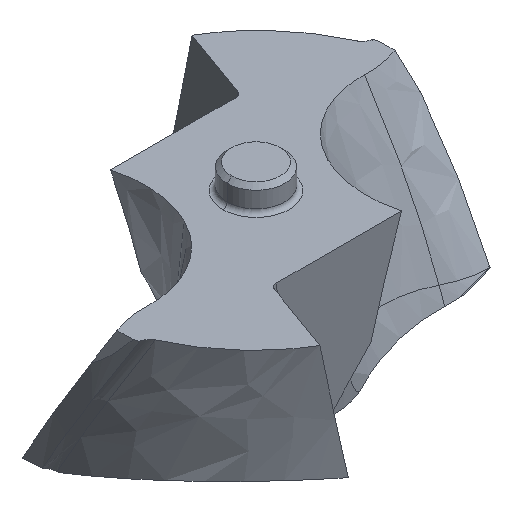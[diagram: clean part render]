
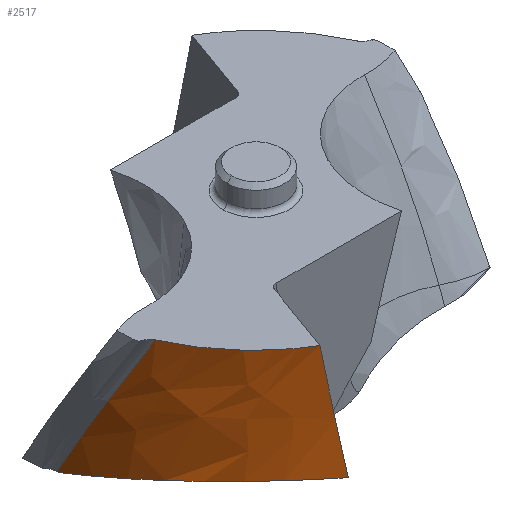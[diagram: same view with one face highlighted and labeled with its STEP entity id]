
A CAD part, isometric view. The second image highlights one B-rep face of the part: STEP entity #2517.
In plain terms, the highlighted free-form (B-spline) face has degree [3, 3] with [7, 5] control points.
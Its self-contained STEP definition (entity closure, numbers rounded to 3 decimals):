
#211=CARTESIAN_POINT('',(-6.168,-2.721,
0.));
#212=CARTESIAN_POINT('',(-5.849,-3.435,
0.));
#213=CARTESIAN_POINT('',(-5.076,-4.571,
0.));
#214=CARTESIAN_POINT('',(-4.004,-5.414,
0.));
#215=CARTESIAN_POINT('',(-3.514,-5.706,
0.));
#225=CARTESIAN_POINT('',(-6.168,-2.721,
0.));
#893=CARTESIAN_POINT('',(-2.864,-6.029,
-4.088));
#894=CARTESIAN_POINT('',(-2.889,-6.008,
-3.913));
#895=CARTESIAN_POINT('',(-2.942,-5.966,
-3.551));
#896=CARTESIAN_POINT('',(-3.029,-5.909,
-2.976));
#897=CARTESIAN_POINT('',(-3.126,-5.854,
-2.35));
#898=CARTESIAN_POINT('',(-3.238,-5.803,
-1.658));
#899=CARTESIAN_POINT('',(-3.365,-5.755,
-0.887));
#900=CARTESIAN_POINT('',(-3.462,-5.723,
-0.306));
#901=CARTESIAN_POINT('',(-3.514,-5.706,
0.));
#906=CARTESIAN_POINT('',(-6.746,0.,
-5.011));
#907=CARTESIAN_POINT('',(-6.746,-0.108,
-4.969));
#908=CARTESIAN_POINT('',(-6.741,-0.322,
-4.888));
#909=CARTESIAN_POINT('',(-6.718,-0.639,
-4.774));
#910=CARTESIAN_POINT('',(-6.68,-0.953,
-4.666));
#911=CARTESIAN_POINT('',(-6.628,-1.261,
-4.565));
#912=CARTESIAN_POINT('',(-6.563,-1.564,
-4.472));
#913=CARTESIAN_POINT('',(-6.483,-1.862,
-4.385));
#914=CARTESIAN_POINT('',(-6.391,-2.152,
-4.306));
#915=CARTESIAN_POINT('',(-6.287,-2.435,
-4.235));
#916=CARTESIAN_POINT('',(-6.17,-2.711,
-4.17));
#917=CARTESIAN_POINT('',(-6.042,-2.98,
-4.113));
#918=CARTESIAN_POINT('',(-5.902,-3.242,-4.062));
#919=CARTESIAN_POINT('',(-5.751,-3.497,
-4.019));
#920=CARTESIAN_POINT('',(-5.588,-3.745,
-3.982));
#921=CARTESIAN_POINT('',(-5.415,-3.984,
-3.952));
#922=CARTESIAN_POINT('',(-5.232,-4.216,
-3.929));
#923=CARTESIAN_POINT('',(-5.039,-4.438,
-3.913));
#924=CARTESIAN_POINT('',(-4.836,-4.652,
-3.904));
#925=CARTESIAN_POINT('',(-4.624,-4.857,
-3.902));
#926=CARTESIAN_POINT('',(-4.401,-5.054,
-3.907));
#927=CARTESIAN_POINT('',(-4.168,-5.241,
-3.919));
#928=CARTESIAN_POINT('',(-3.925,-5.42,
-3.938));
#929=CARTESIAN_POINT('',(-3.673,-5.589,
-3.965));
#930=CARTESIAN_POINT('',(-3.413,-5.747,
-3.998));
#931=CARTESIAN_POINT('',(-3.143,-5.895,
-4.039));
#932=CARTESIAN_POINT('',(-2.958,-5.986,
-4.071));
#933=CARTESIAN_POINT('',(-2.864,-6.029,
-4.088));
#938=CARTESIAN_POINT('',(-6.745,0.078,
-5.021));
#939=CARTESIAN_POINT('',(-6.745,0.07,
-5.02));
#940=CARTESIAN_POINT('',(-6.746,0.052,
-5.018));
#941=CARTESIAN_POINT('',(-6.746,0.026,
-5.014));
#942=CARTESIAN_POINT('',(-6.746,0.009,
-5.012));
#943=CARTESIAN_POINT('',(-6.746,0.,
-5.011));
#948=CARTESIAN_POINT('',(-6.168,-2.721,
0.));
#949=CARTESIAN_POINT('',(-6.332,-2.347,
-0.69));
#950=CARTESIAN_POINT('',(-6.647,-1.417,
-2.364));
#951=CARTESIAN_POINT('',(-6.754,-0.468,
-4.037));
#952=CARTESIAN_POINT('',(-6.745,0.078,
-5.021));
#1373=VERTEX_POINT('',#225);
#1374=VERTEX_POINT('',#215);
#1413=CARTESIAN_POINT('',(-2.864,-6.029,
-4.088));
#1414=VERTEX_POINT('',#1413);
#1415=VERTEX_POINT('',#906);
#1416=VERTEX_POINT('',#938);
#2473=CARTESIAN_POINT('',(-3.159,-5.955,
-5.072));
#2474=CARTESIAN_POINT('',(-2.75,-6.086,
-4.071));
#2475=CARTESIAN_POINT('',(-1.928,-6.33,
-2.364));
#2476=CARTESIAN_POINT('',(-0.89,-6.555,
-0.658));
#2477=CARTESIAN_POINT('',(-0.425,-6.637,
0.048));
#2478=CARTESIAN_POINT('',(-3.233,-5.916,
-5.072));
#2479=CARTESIAN_POINT('',(-2.826,-6.054,
-4.071));
#2480=CARTESIAN_POINT('',(-2.007,-6.31,
-2.364));
#2481=CARTESIAN_POINT('',(-0.971,-6.546,
-0.658));
#2482=CARTESIAN_POINT('',(-0.507,-6.634,
0.048));
#2483=CARTESIAN_POINT('',(-4.003,-5.49,
-5.072));
#2484=CARTESIAN_POINT('',(-3.614,-5.7,
-4.071));
#2485=CARTESIAN_POINT('',(-2.826,-6.079,
-2.364));
#2486=CARTESIAN_POINT('',(-1.821,-6.439,
-0.658));
#2487=CARTESIAN_POINT('',(-1.371,-6.578,
0.048));
#2488=CARTESIAN_POINT('',(-5.303,-4.393,
-5.072));
#2489=CARTESIAN_POINT('',(-4.976,-4.733,
-4.071));
#2490=CARTESIAN_POINT('',(-4.294,-5.334,
-2.364));
#2491=CARTESIAN_POINT('',(-3.395,-5.916,
-0.658));
#2492=CARTESIAN_POINT('',(-2.988,-6.146,
0.048));
#2493=CARTESIAN_POINT('',(-6.51,-2.262,
-5.072));
#2494=CARTESIAN_POINT('',(-6.332,-2.747,
-4.071));
#2495=CARTESIAN_POINT('',(-5.903,-3.595,
-2.364));
#2496=CARTESIAN_POINT('',(-5.257,-4.424,
-0.658));
#2497=CARTESIAN_POINT('',(-4.955,-4.757,
0.048));
#2498=CARTESIAN_POINT('',(-6.765,-0.64,
-5.072));
#2499=CARTESIAN_POINT('',(-6.714,-1.182,
-4.071));
#2500=CARTESIAN_POINT('',(-6.502,-2.124,
-2.364));
#2501=CARTESIAN_POINT('',(-6.075,-3.048,
-0.658));
#2502=CARTESIAN_POINT('',(-5.862,-3.42,
0.048));
#2503=CARTESIAN_POINT('',(-6.743,0.179,
-5.072));
#2504=CARTESIAN_POINT('',(-6.76,-0.378,
-4.071));
#2505=CARTESIAN_POINT('',(-6.664,-1.348,
-2.364));
#2506=CARTESIAN_POINT('',(-6.351,-2.299,
-0.658));
#2507=CARTESIAN_POINT('',(-6.186,-2.682,
0.048));
#2508=B_SPLINE_SURFACE_WITH_KNOTS('',3,3,((#2473,#2474,#2475,#2476,#2477),
(#2478,#2479,#2480,#2481,#2482),(#2483,#2484,#2485,#2486,#2487),(#2488,#2489,
#2490,#2491,#2492),(#2493,#2494,#2495,#2496,#2497),(#2498,#2499,#2500,#2501,
#2502),(#2503,#2504,#2505,#2506,#2507)),.UNSPECIFIED.,.F.,.F.,.F.,(4,1,1,1,4),
(4,1,4),(0.,0.033,0.349,
0.665,0.99),(0.,0.587,
1.),.UNSPECIFIED.);
#2510=ORIENTED_EDGE('',*,*,#2509,.F.);
#2511=ORIENTED_EDGE('',*,*,#1886,.F.);
#2512=ORIENTED_EDGE('',*,*,#1921,.F.);
#2513=ORIENTED_EDGE('',*,*,#2465,.F.);
#2514=ORIENTED_EDGE('',*,*,#1632,.T.);
#2515=EDGE_LOOP('',(#2510,#2511,#2512,#2513,#2514));
#2516=FACE_OUTER_BOUND('',#2515,.F.);
#216=B_SPLINE_CURVE_WITH_KNOTS('',3,(#211,#212,#213,#214,#215),.UNSPECIFIED.,
.F.,.F.,(4,1,4),(0.,0.578,1.),.UNSPECIFIED.);
#902=B_SPLINE_CURVE_WITH_KNOTS('',3,(#893,#894,#895,#896,#897,#898,#899,#900,
#901),.UNSPECIFIED.,.F.,.F.,(4,1,1,1,1,1,4),(0.,0.167,
0.333,0.5,0.667,0.833,1.),
.UNSPECIFIED.);
#934=B_SPLINE_CURVE_WITH_KNOTS('',3,(#906,#907,#908,#909,#910,#911,#912,#913,
#914,#915,#916,#917,#918,#919,#920,#921,#922,#923,#924,#925,#926,#927,#928,#929,
#930,#931,#932,#933),.UNSPECIFIED.,.F.,.F.,(4,1,1,1,1,1,1,1,1,1,1,1,1,1,1,1,1,1,
1,1,1,1,1,1,1,4),(0.,0.04,0.08,0.12,0.16,0.2,0.24,0.28,0.32,
0.36,0.4,0.44,0.48,0.52,0.56,0.6,0.64,0.68,0.72,0.76,
0.8,0.84,0.88,0.92,0.96,1.),.UNSPECIFIED.);
#944=B_SPLINE_CURVE_WITH_KNOTS('',3,(#938,#939,#940,#941,#942,#943),
.UNSPECIFIED.,.F.,.F.,(4,1,1,4),(0.,0.333,0.667,1.),
.UNSPECIFIED.);
#953=B_SPLINE_CURVE_WITH_KNOTS('',3,(#948,#949,#950,#951,#952),.UNSPECIFIED.,
.F.,.F.,(4,1,4),(0.,0.412,1.),.UNSPECIFIED.);
#1632=EDGE_CURVE('',#1373,#1374,#216,.T.);
#1886=EDGE_CURVE('',#1415,#1414,#934,.T.);
#1921=EDGE_CURVE('',#1416,#1415,#944,.T.);
#2465=EDGE_CURVE('',#1373,#1416,#953,.T.);
#2509=EDGE_CURVE('',#1414,#1374,#902,.T.);
#2517=ADVANCED_FACE('',(#2516),#2508,.F.);
